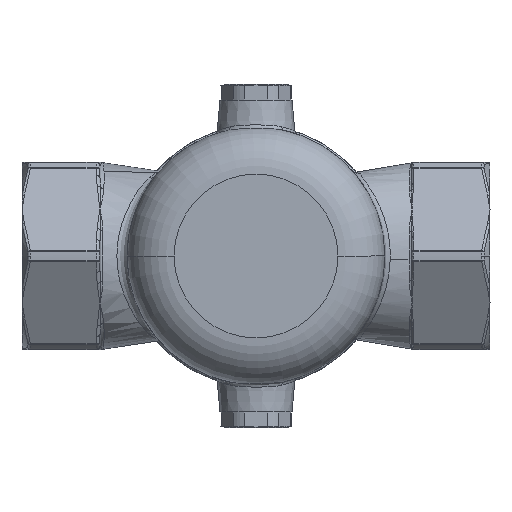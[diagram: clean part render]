
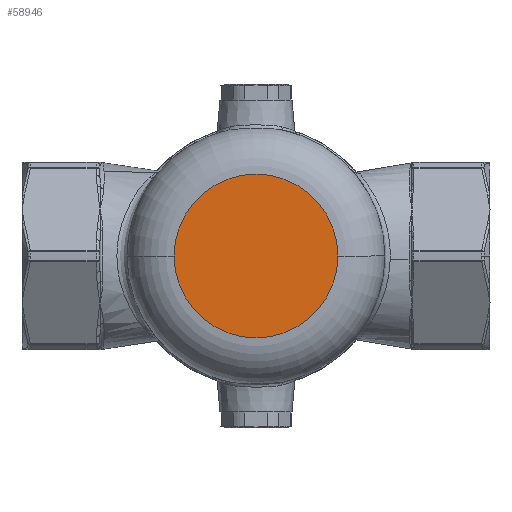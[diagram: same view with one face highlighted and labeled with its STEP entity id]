
A CAD part, front view. The second image highlights one B-rep face of the part: STEP entity #58946.
In plain terms, the highlighted planar face has unit normal (0, -1, 0).
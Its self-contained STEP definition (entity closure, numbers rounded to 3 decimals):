
#1969 = DIRECTION ( 'NONE',  ( 1., 0., 0. ) ) ;
#2431 = EDGE_CURVE ( 'NONE', #39477, #9167, #4942, .T. ) ;
#2533 = DIRECTION ( 'NONE',  ( -1., 0., 0. ) ) ;
#4942 = CIRCLE ( 'NONE', #75225, 21. ) ;
#6384 = ORIENTED_EDGE ( 'NONE', *, *, #63623, .F. ) ;
#9167 = VERTEX_POINT ( 'NONE', #71339 ) ;
#13977 = PLANE ( 'NONE',  #26727 ) ;
#26727 = AXIS2_PLACEMENT_3D ( 'NONE', #75371, #38542, #1969 ) ;
#26823 = DIRECTION ( 'NONE',  ( 0., 1., 0. ) ) ;
#28134 = CIRCLE ( 'NONE', #72726, 21. ) ;
#30815 = EDGE_LOOP ( 'NONE', ( #6384, #74312 ) ) ;
#31396 = CARTESIAN_POINT ( 'NONE',  ( 0., -45., 0. ) ) ;
#34275 = CARTESIAN_POINT ( 'NONE',  ( 0., -45., 0. ) ) ;
#38295 = CARTESIAN_POINT ( 'NONE',  ( 21., -45., 0. ) ) ;
#38542 = DIRECTION ( 'NONE',  ( 0., -1., 0. ) ) ;
#39477 = VERTEX_POINT ( 'NONE', #38295 ) ;
#40485 = DIRECTION ( 'NONE',  ( -1., 0., 0. ) ) ;
#58946 = ADVANCED_FACE ( 'NONE', ( #69782 ), #13977, .T. ) ;
#63623 = EDGE_CURVE ( 'NONE', #9167, #39477, #28134, .T. ) ;
#69782 = FACE_OUTER_BOUND ( 'NONE', #30815, .T. ) ;
#71339 = CARTESIAN_POINT ( 'NONE',  ( -21., -45., 0. ) ) ;
#72726 = AXIS2_PLACEMENT_3D ( 'NONE', #34275, #77273, #40485 ) ;
#74312 = ORIENTED_EDGE ( 'NONE', *, *, #2431, .F. ) ;
#75225 = AXIS2_PLACEMENT_3D ( 'NONE', #31396, #26823, #2533 ) ;
#75371 = CARTESIAN_POINT ( 'NONE',  ( 0., -45., -21. ) ) ;
#77273 = DIRECTION ( 'NONE',  ( 0., 1., 0. ) ) ;
